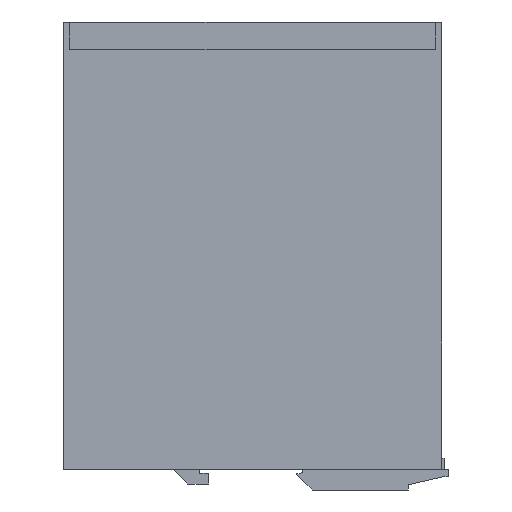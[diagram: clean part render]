
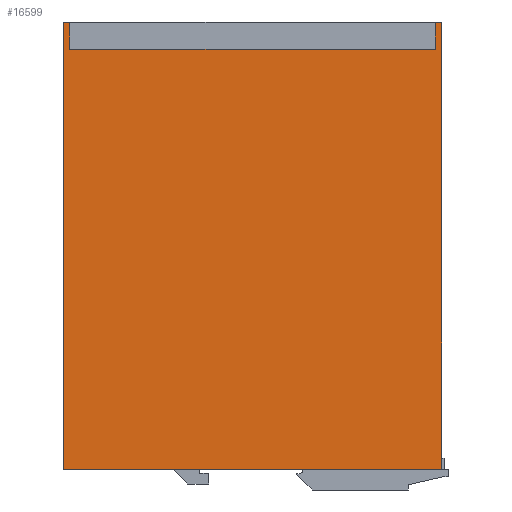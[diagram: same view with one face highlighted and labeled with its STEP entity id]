
A CAD part, left-side view. The second image highlights one B-rep face of the part: STEP entity #16599.
In plain terms, the highlighted planar face has unit normal (-1, 0, 0).
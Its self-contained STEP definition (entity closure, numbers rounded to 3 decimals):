
#289=VERTEX_POINT('',#22273);
#291=VERTEX_POINT('',#22276);
#294=VERTEX_POINT('',#22283);
#296=VERTEX_POINT('',#22287);
#297=VERTEX_POINT('',#22294);
#300=VERTEX_POINT('',#22300);
#646=VERTEX_POINT('',#22994);
#659=VERTEX_POINT('',#23031);
#1934=VECTOR('',#18694,1.);
#1940=VECTOR('',#18701,1.);
#1941=VECTOR('',#18703,1.);
#1943=VECTOR('',#18706,1.);
#2292=VECTOR('',#19057,1.);
#2310=VECTOR('',#19081,1.);
#2311=VECTOR('',#19082,1.);
#4342=LINE('',#22275,#1934);
#4348=LINE('',#22288,#1940);
#4349=LINE('',#22290,#1941);
#4351=LINE('',#22293,#1943);
#4700=LINE('',#22993,#2292);
#4718=LINE('',#23030,#2310);
#4719=LINE('',#23032,#2311);
#6750=EDGE_CURVE('',#291,#289,#4342,.T.);
#6756=EDGE_CURVE('',#294,#296,#4348,.T.);
#6757=EDGE_CURVE('',#296,#291,#4349,.T.);
#6759=EDGE_CURVE('',#297,#294,#4351,.T.);
#6764=EDGE_CURVE('',#289,#300,#4351,.T.);
#7110=EDGE_CURVE('',#646,#297,#4700,.T.);
#7128=EDGE_CURVE('',#300,#659,#4718,.T.);
#7129=EDGE_CURVE('',#646,#659,#4719,.T.);
#9603=ORIENTED_EDGE('',*,*,#6750,.T.);
#9604=ORIENTED_EDGE('',*,*,#6764,.T.);
#9605=ORIENTED_EDGE('',*,*,#7128,.T.);
#9606=ORIENTED_EDGE('',*,*,#7129,.F.);
#9607=ORIENTED_EDGE('',*,*,#7110,.T.);
#9608=ORIENTED_EDGE('',*,*,#6759,.T.);
#9609=ORIENTED_EDGE('',*,*,#6756,.T.);
#9610=ORIENTED_EDGE('',*,*,#6757,.T.);
#14243=EDGE_LOOP('',(#9603,#9604,#9605,#9606,#9607,#9608,#9609,#9610));
#15463=FACE_BOUND('',#14243,.T.);
#16599=ADVANCED_FACE('',(#15463),#27416,.F.);
#17621=AXIS2_PLACEMENT_3D('',#23029,#19080,$);
#18694=DIRECTION('',(0.,0.,1.));
#18701=DIRECTION('',(0.,0.,-1.));
#18703=DIRECTION('',(0.,1.,0.));
#18706=DIRECTION('',(0.,1.,0.));
#19057=DIRECTION('',(0.,0.,1.));
#19080=DIRECTION('',(1.,0.,0.));
#19081=DIRECTION('',(0.,0.,-1.));
#19082=DIRECTION('',(0.,1.,0.));
#22273=CARTESIAN_POINT('',(-47.5,61.4,75.));
#22275=CARTESIAN_POINT('',(-47.5,61.4,35.25));
#22276=CARTESIAN_POINT('',(-47.5,61.4,66.));
#22283=CARTESIAN_POINT('',(-47.5,-61.4,75.));
#22287=CARTESIAN_POINT('',(-47.5,-61.4,66.));
#22288=CARTESIAN_POINT('',(-47.5,-61.4,35.25));
#22290=CARTESIAN_POINT('',(-47.5,0.,66.));
#22293=CARTESIAN_POINT('',(-47.5,-63.5,75.));
#22294=CARTESIAN_POINT('',(-47.5,-63.5,75.));
#22300=CARTESIAN_POINT('',(-47.5,63.5,75.));
#22993=CARTESIAN_POINT('',(-47.5,-63.5,-75.));
#22994=CARTESIAN_POINT('',(-47.5,-63.5,-75.));
#23029=CARTESIAN_POINT('',(-47.5,0.,0.));
#23030=CARTESIAN_POINT('',(-47.5,63.5,75.));
#23031=CARTESIAN_POINT('',(-47.5,63.5,-75.));
#23032=CARTESIAN_POINT('',(-47.5,-63.5,-75.));
#27416=PLANE('',#17621);
